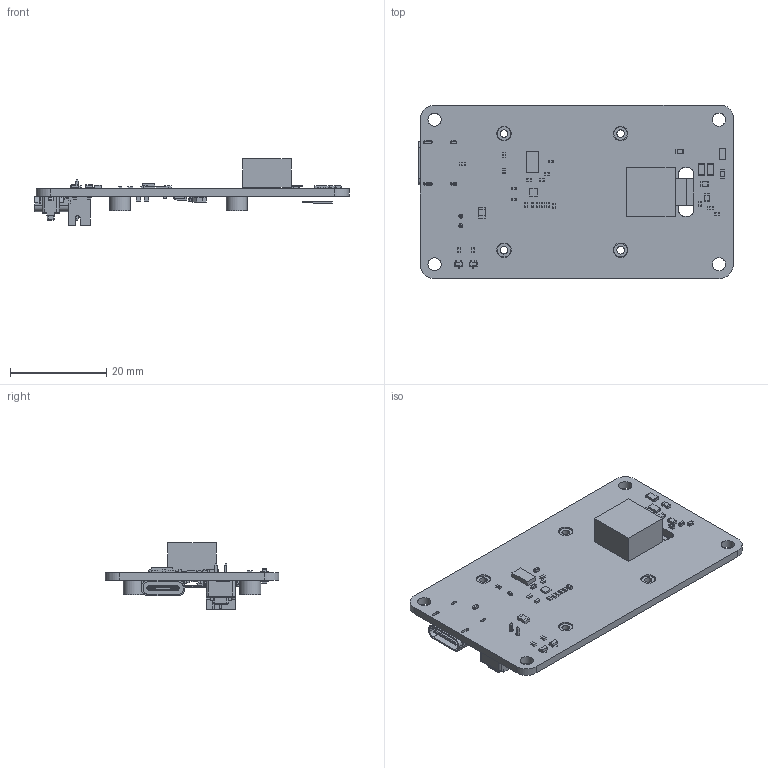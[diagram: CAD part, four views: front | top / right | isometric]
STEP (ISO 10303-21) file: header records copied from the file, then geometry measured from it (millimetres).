
FILE_DESCRIPTION(('Open CASCADE Model'),'2;1');
FILE_NAME('Open CASCADE Shape Model','2020-07-30T16:13:15',('Author'),( 'Open CASCADE'),'Open CASCADE STEP processor 6.8','Open CASCADE 6.8' ,'Unknown');
FILE_SCHEMA(('AUTOMOTIVE_DESIGN { 1 0 10303 214 1 1 1 1 }'));
Products named in the file (1): PCB
Bounding box: 65.31 x 36 x 13.79 mm (x, y, z)
Volume: 4482.8 mm3; surface area: 7274.8 mm2
Topology: 153 solids, 419 shells, 2067 faces, 5900 edges, 4850 vertices
Faces by surface type: plane 1697, cylinder 291, sphere 28, torus 18, bspline 17, extrusion 16
Full cylindrical faces by diameter (mm): 0.86 x2, 0.9 x1, 1.567 x4, 1.85 x1, 1.86 x1, 2.75 x4, 2.8 x4, 3 x4, 4.35 x4
Entity records: 73744 total; most frequent: CARTESIAN_POINT 16218, DIRECTION 10571, ORIENTED_EDGE 9648, EDGE_CURVE 5430, VECTOR 4797, LINE 4781, VERTEX_POINT 3922, AXIS2_PLACEMENT_3D 2887
